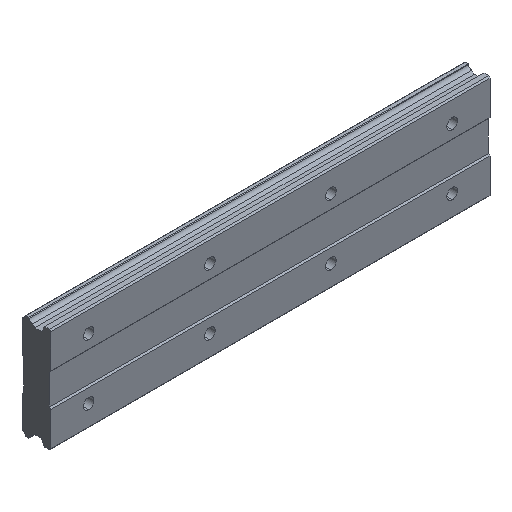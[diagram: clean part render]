
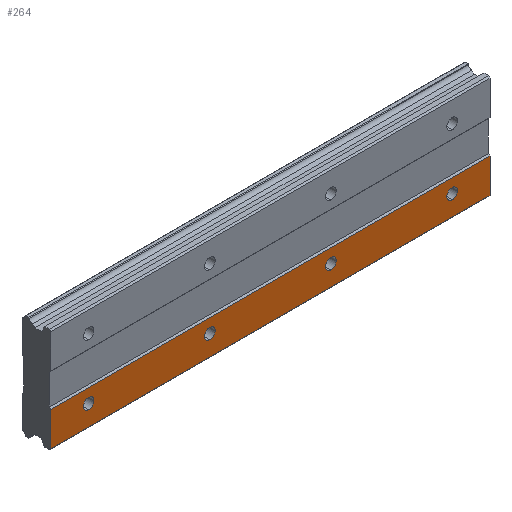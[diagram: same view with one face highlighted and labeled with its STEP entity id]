
A CAD part, isometric view. The second image highlights one B-rep face of the part: STEP entity #264.
In plain terms, the highlighted planar face has unit normal (0, -1, 0).
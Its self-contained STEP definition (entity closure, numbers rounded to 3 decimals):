
#52 = AXIS2_PLACEMENT_3D ( 'NONE', #573, #187, #1295 ) ;
#70 = CARTESIAN_POINT ( 'NONE',  ( 265., 0., -11. ) ) ;
#75 = ORIENTED_EDGE ( 'NONE', *, *, #943, .F. ) ;
#82 = CARTESIAN_POINT ( 'NONE',  ( 265., 0., -33.5 ) ) ;
#93 = CARTESIAN_POINT ( 'NONE',  ( 80., 0., -16.5 ) ) ;
#144 = ORIENTED_EDGE ( 'NONE', *, *, #249, .F. ) ;
#152 = EDGE_CURVE ( 'NONE', #1736, #1225, #171, .T. ) ;
#167 = EDGE_CURVE ( 'NONE', #1950, #1739, #552, .T. ) ;
#171 = LINE ( 'NONE', #482, #1909 ) ;
#178 = AXIS2_PLACEMENT_3D ( 'NONE', #1560, #669, #1400 ) ;
#183 = DIRECTION ( 'NONE',  ( 0., -1., 0. ) ) ;
#187 = DIRECTION ( 'NONE',  ( 0., 1., 0. ) ) ;
#211 = AXIS2_PLACEMENT_3D ( 'NONE', #1894, #779, #262 ) ;
#245 = CIRCLE ( 'NONE', #2208, 3.5 ) ;
#249 = EDGE_CURVE ( 'NONE', #1646, #2191, #245, .T. ) ;
#254 = VECTOR ( 'NONE', #1672, 1000. ) ;
#262 = DIRECTION ( 'NONE',  ( 0., 0., 1. ) ) ;
#264 = ADVANCED_FACE ( 'NONE', ( #946, #392, #1450, #915, #1829 ), #2196, .F. ) ;
#306 = LINE ( 'NONE', #1024, #1684 ) ;
#318 = CARTESIAN_POINT ( 'NONE',  ( 80., 0., -20. ) ) ;
#337 = AXIS2_PLACEMENT_3D ( 'NONE', #1165, #1022, #2257 ) ;
#342 = CARTESIAN_POINT ( 'NONE',  ( 240., 0., -23.5 ) ) ;
#388 = CARTESIAN_POINT ( 'NONE',  ( 80., 0., -20. ) ) ;
#392 = FACE_BOUND ( 'NONE', #1017, .T. ) ;
#400 = EDGE_CURVE ( 'NONE', #1063, #1559, #1493, .T. ) ;
#421 = CARTESIAN_POINT ( 'NONE',  ( 265., 0., -11. ) ) ;
#432 = ORIENTED_EDGE ( 'NONE', *, *, #636, .F. ) ;
#435 = VERTEX_POINT ( 'NONE', #70 ) ;
#479 = CARTESIAN_POINT ( 'NONE',  ( 0., 0., -23.5 ) ) ;
#482 = CARTESIAN_POINT ( 'NONE',  ( -25., 0., -11. ) ) ;
#552 = CIRCLE ( 'NONE', #2105, 3.5 ) ;
#573 = CARTESIAN_POINT ( 'NONE',  ( 265., 0., -11. ) ) ;
#593 = CIRCLE ( 'NONE', #2152, 3.5 ) ;
#605 = CARTESIAN_POINT ( 'NONE',  ( 265., 0., -33.5 ) ) ;
#634 = CARTESIAN_POINT ( 'NONE',  ( -25., 0., -33.5 ) ) ;
#636 = EDGE_CURVE ( 'NONE', #435, #1222, #306, .T. ) ;
#664 = CIRCLE ( 'NONE', #337, 3.5 ) ;
#669 = DIRECTION ( 'NONE',  ( 0., -1., 0. ) ) ;
#708 = ORIENTED_EDGE ( 'NONE', *, *, #400, .F. ) ;
#735 = CARTESIAN_POINT ( 'NONE',  ( 160., 0., -20. ) ) ;
#757 = LINE ( 'NONE', #605, #254 ) ;
#767 = ORIENTED_EDGE ( 'NONE', *, *, #167, .F. ) ;
#779 = DIRECTION ( 'NONE',  ( 0., -1., 0. ) ) ;
#795 = EDGE_CURVE ( 'NONE', #2056, #2266, #1150, .T. ) ;
#796 = ORIENTED_EDGE ( 'NONE', *, *, #1204, .F. ) ;
#801 = CARTESIAN_POINT ( 'NONE',  ( -25., 0., -11. ) ) ;
#836 = ORIENTED_EDGE ( 'NONE', *, *, #152, .F. ) ;
#887 = DIRECTION ( 'NONE',  ( 0., 0., 1. ) ) ;
#915 = FACE_BOUND ( 'NONE', #1611, .T. ) ;
#937 = VECTOR ( 'NONE', #947, 1000. ) ;
#943 = EDGE_CURVE ( 'NONE', #1559, #1063, #664, .T. ) ;
#946 = FACE_OUTER_BOUND ( 'NONE', #1690, .T. ) ;
#947 = DIRECTION ( 'NONE',  ( 1., 0., 0. ) ) ;
#1017 = EDGE_LOOP ( 'NONE', ( #1064, #796 ) ) ;
#1022 = DIRECTION ( 'NONE',  ( 0., -1., 0. ) ) ;
#1024 = CARTESIAN_POINT ( 'NONE',  ( 265., 0., -11. ) ) ;
#1052 = EDGE_CURVE ( 'NONE', #2191, #1646, #2291, .T. ) ;
#1063 = VERTEX_POINT ( 'NONE', #342 ) ;
#1064 = ORIENTED_EDGE ( 'NONE', *, *, #795, .F. ) ;
#1066 = DIRECTION ( 'NONE',  ( 0., 0., 1. ) ) ;
#1150 = CIRCLE ( 'NONE', #1464, 3.5 ) ;
#1165 = CARTESIAN_POINT ( 'NONE',  ( 240., 0., -20. ) ) ;
#1196 = CIRCLE ( 'NONE', #178, 3.5 ) ;
#1204 = EDGE_CURVE ( 'NONE', #2266, #2056, #1196, .T. ) ;
#1211 = DIRECTION ( 'NONE',  ( 0., 0., 1. ) ) ;
#1222 = VERTEX_POINT ( 'NONE', #82 ) ;
#1225 = VERTEX_POINT ( 'NONE', #801 ) ;
#1293 = DIRECTION ( 'NONE',  ( 0., 0., 1. ) ) ;
#1295 = DIRECTION ( 'NONE',  ( 0., 0., 1. ) ) ;
#1300 = CARTESIAN_POINT ( 'NONE',  ( 240., 0., -16.5 ) ) ;
#1303 = LINE ( 'NONE', #421, #937 ) ;
#1322 = CARTESIAN_POINT ( 'NONE',  ( 80., 0., -23.5 ) ) ;
#1398 = EDGE_CURVE ( 'NONE', #1739, #1950, #593, .T. ) ;
#1400 = DIRECTION ( 'NONE',  ( 0., 0., 1. ) ) ;
#1436 = CARTESIAN_POINT ( 'NONE',  ( 0., 0., -16.5 ) ) ;
#1450 = FACE_BOUND ( 'NONE', #1843, .T. ) ;
#1464 = AXIS2_PLACEMENT_3D ( 'NONE', #1670, #2224, #1293 ) ;
#1474 = DIRECTION ( 'NONE',  ( 0., 0., 1. ) ) ;
#1482 = DIRECTION ( 'NONE',  ( 0., -1., 0. ) ) ;
#1493 = CIRCLE ( 'NONE', #211, 3.5 ) ;
#1559 = VERTEX_POINT ( 'NONE', #1300 ) ;
#1560 = CARTESIAN_POINT ( 'NONE',  ( 0., 0., -20. ) ) ;
#1611 = EDGE_LOOP ( 'NONE', ( #144, #1635 ) ) ;
#1635 = ORIENTED_EDGE ( 'NONE', *, *, #1052, .F. ) ;
#1646 = VERTEX_POINT ( 'NONE', #2222 ) ;
#1655 = AXIS2_PLACEMENT_3D ( 'NONE', #1959, #1942, #1066 ) ;
#1670 = CARTESIAN_POINT ( 'NONE',  ( 0., 0., -20. ) ) ;
#1672 = DIRECTION ( 'NONE',  ( -1., 0., 0. ) ) ;
#1684 = VECTOR ( 'NONE', #1746, 1000. ) ;
#1690 = EDGE_LOOP ( 'NONE', ( #1749, #432, #1864, #836 ) ) ;
#1736 = VERTEX_POINT ( 'NONE', #634 ) ;
#1739 = VERTEX_POINT ( 'NONE', #93 ) ;
#1746 = DIRECTION ( 'NONE',  ( 0., 0., -1. ) ) ;
#1748 = DIRECTION ( 'NONE',  ( 0., -1., 0. ) ) ;
#1749 = ORIENTED_EDGE ( 'NONE', *, *, #2170, .F. ) ;
#1826 = ORIENTED_EDGE ( 'NONE', *, *, #1398, .F. ) ;
#1829 = FACE_BOUND ( 'NONE', #1966, .T. ) ;
#1843 = EDGE_LOOP ( 'NONE', ( #75, #708 ) ) ;
#1864 = ORIENTED_EDGE ( 'NONE', *, *, #2193, .F. ) ;
#1894 = CARTESIAN_POINT ( 'NONE',  ( 240., 0., -20. ) ) ;
#1909 = VECTOR ( 'NONE', #1927, 1000. ) ;
#1927 = DIRECTION ( 'NONE',  ( 0., 0., 1. ) ) ;
#1942 = DIRECTION ( 'NONE',  ( 0., -1., 0. ) ) ;
#1950 = VERTEX_POINT ( 'NONE', #1322 ) ;
#1959 = CARTESIAN_POINT ( 'NONE',  ( 160., 0., -20. ) ) ;
#1966 = EDGE_LOOP ( 'NONE', ( #1826, #767 ) ) ;
#2045 = CARTESIAN_POINT ( 'NONE',  ( 160., 0., -23.5 ) ) ;
#2056 = VERTEX_POINT ( 'NONE', #1436 ) ;
#2105 = AXIS2_PLACEMENT_3D ( 'NONE', #318, #1748, #1211 ) ;
#2152 = AXIS2_PLACEMENT_3D ( 'NONE', #388, #183, #887 ) ;
#2170 = EDGE_CURVE ( 'NONE', #1222, #1736, #757, .T. ) ;
#2191 = VERTEX_POINT ( 'NONE', #2045 ) ;
#2193 = EDGE_CURVE ( 'NONE', #1225, #435, #1303, .T. ) ;
#2196 = PLANE ( 'NONE',  #52 ) ;
#2208 = AXIS2_PLACEMENT_3D ( 'NONE', #735, #1482, #1474 ) ;
#2222 = CARTESIAN_POINT ( 'NONE',  ( 160., 0., -16.5 ) ) ;
#2224 = DIRECTION ( 'NONE',  ( 0., -1., 0. ) ) ;
#2257 = DIRECTION ( 'NONE',  ( 0., 0., 1. ) ) ;
#2266 = VERTEX_POINT ( 'NONE', #479 ) ;
#2291 = CIRCLE ( 'NONE', #1655, 3.5 ) ;
